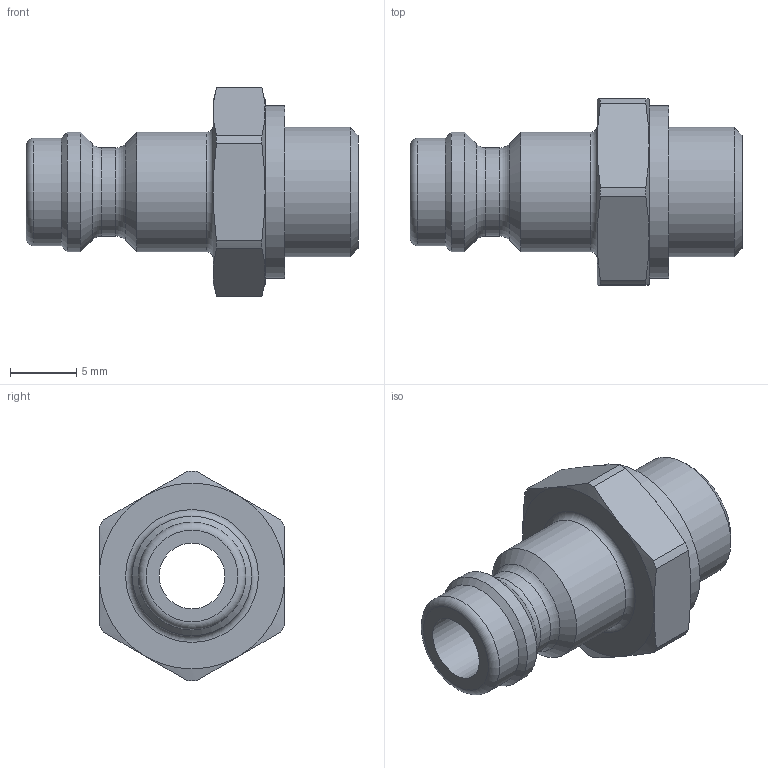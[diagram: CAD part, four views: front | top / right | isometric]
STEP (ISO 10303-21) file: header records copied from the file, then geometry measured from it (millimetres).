
FILE_DESCRIPTION((''),'2;1');
FILE_NAME('21sfaw10mxx.stp','2012-12-07T07:42:02',('IA176480'),(''),'Autodesk Inventor 2011','Autodesk Inventor 2011','');
FILE_SCHEMA(('AUTOMOTIVE_DESIGN { 1 0 10303 214 1 1 1 1 }'));
Length unit declared in the file: millimetre
Products named in the file (3): D105315; D104294; D105313
Assembly tree (2 placements, depth 2):
  D105315
    D104294
    D105313
Bounding box: 25 x 14 x 15.8 mm (x, y, z)
Volume: 1514.6 mm3; surface area: 1655.9 mm2
Topology: 2 solids, 2 shells, 50 faces, 108 edges, 64 vertices
Faces by surface type: cone 17, cylinder 15, plane 14, torus 4
Full cylindrical faces by diameter (mm): 4.95 x1, 6.65 x1, 8.1 x1, 9 x2, 9.728 x1, 13 x1
Entity records: 1341 total; most frequent: CARTESIAN_POINT 259, DIRECTION 226, ORIENTED_EDGE 184, AXIS2_PLACEMENT_3D 103, EDGE_CURVE 92, EDGE_LOOP 72, VERTEX_POINT 64, FACE_OUTER_BOUND 50
